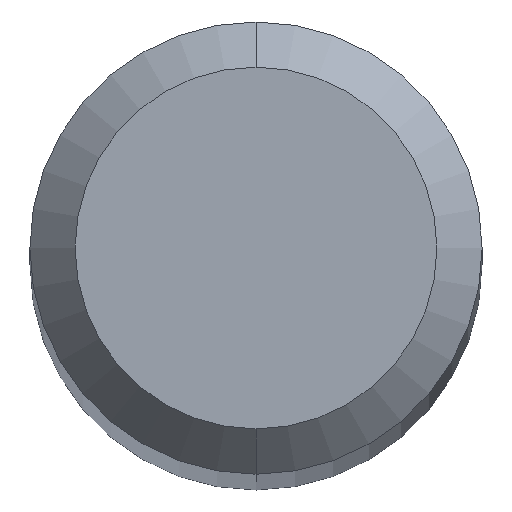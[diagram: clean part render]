
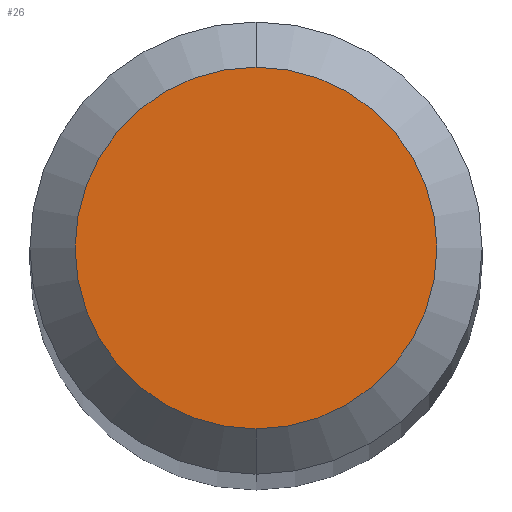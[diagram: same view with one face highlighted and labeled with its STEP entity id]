
A CAD part, top view. The second image highlights one B-rep face of the part: STEP entity #26.
In plain terms, the highlighted planar face has unit normal (0, 0, 1).
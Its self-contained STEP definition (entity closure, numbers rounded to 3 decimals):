
#3 = AXIS2_PLACEMENT_3D ( 'NONE', #171, #153, #211 ) ;
#8 = VERTEX_POINT ( 'NONE', #95 ) ;
#20 = DIRECTION ( 'NONE',  ( 0., 0., 1. ) ) ;
#26 = ADVANCED_FACE ( 'NONE', ( #41 ), #98, .F. ) ;
#34 = DIRECTION ( 'NONE',  ( 0., 0., -1. ) ) ;
#36 = AXIS2_PLACEMENT_3D ( 'NONE', #119, #20, #107 ) ;
#39 = CARTESIAN_POINT ( 'NONE',  ( 0., -1.519, 0. ) ) ;
#41 = FACE_OUTER_BOUND ( 'NONE', #152, .T. ) ;
#56 = AXIS2_PLACEMENT_3D ( 'NONE', #146, #34, #86 ) ;
#71 = ORIENTED_EDGE ( 'NONE', *, *, #92, .T. ) ;
#81 = ORIENTED_EDGE ( 'NONE', *, *, #155, .T. ) ;
#86 = DIRECTION ( 'NONE',  ( 0., 1., 0. ) ) ;
#92 = EDGE_CURVE ( 'NONE', #8, #126, #97, .T. ) ;
#95 = CARTESIAN_POINT ( 'NONE',  ( 0., 1.519, 0. ) ) ;
#97 = CIRCLE ( 'NONE', #36, 1.519 ) ;
#98 = PLANE ( 'NONE',  #56 ) ;
#107 = DIRECTION ( 'NONE',  ( 0., 1., 0. ) ) ;
#119 = CARTESIAN_POINT ( 'NONE',  ( 0., 0., 0. ) ) ;
#126 = VERTEX_POINT ( 'NONE', #39 ) ;
#146 = CARTESIAN_POINT ( 'NONE',  ( 0., 1.899, 0. ) ) ;
#152 = EDGE_LOOP ( 'NONE', ( #71, #81 ) ) ;
#153 = DIRECTION ( 'NONE',  ( 0., 0., 1. ) ) ;
#155 = EDGE_CURVE ( 'NONE', #126, #8, #194, .T. ) ;
#171 = CARTESIAN_POINT ( 'NONE',  ( 0., 0., 0. ) ) ;
#194 = CIRCLE ( 'NONE', #3, 1.519 ) ;
#211 = DIRECTION ( 'NONE',  ( 0., 1., 0. ) ) ;
